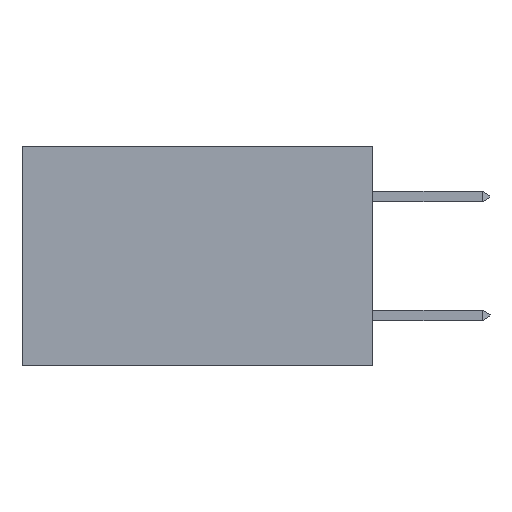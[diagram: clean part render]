
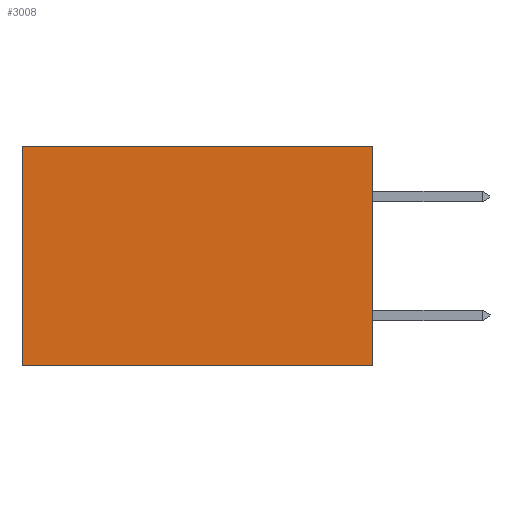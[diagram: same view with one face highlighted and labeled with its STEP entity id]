
A CAD part, left-side view. The second image highlights one B-rep face of the part: STEP entity #3008.
In plain terms, the highlighted planar face has unit normal (-1, 0, 0).
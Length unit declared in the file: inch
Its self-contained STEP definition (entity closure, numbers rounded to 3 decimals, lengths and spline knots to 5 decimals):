
#167 = CARTESIAN_POINT ( 'NONE',  ( 0.277, 0., -0.37 ) ) ;
#579 = LINE ( 'NONE', #8114, #8751 ) ;
#631 = DIRECTION ( 'NONE',  ( 0., 1., 0. ) ) ;
#1833 = CARTESIAN_POINT ( 'NONE',  ( 0.277, 0.59, -0.37 ) ) ;
#1860 = LINE ( 'NONE', #9221, #10099 ) ;
#2791 = AXIS2_PLACEMENT_3D ( 'NONE', #10171, #17990, #14397 ) ;
#2978 = DIRECTION ( 'NONE',  ( 0., 0., -1. ) ) ;
#3008 = ADVANCED_FACE ( 'NONE', ( #4966 ), #12319, .F. ) ;
#3166 = EDGE_CURVE ( 'NONE', #20811, #17307, #1860, .T. ) ;
#3543 = ORIENTED_EDGE ( 'NONE', *, *, #3166, .F. ) ;
#4000 = CARTESIAN_POINT ( 'NONE',  ( 0.277, 0.59, -0.37 ) ) ;
#4074 = DIRECTION ( 'NONE',  ( 0., 0., -1. ) ) ;
#4908 = EDGE_CURVE ( 'NONE', #17307, #17413, #13383, .T. ) ;
#4966 = FACE_OUTER_BOUND ( 'NONE', #16184, .T. ) ;
#5745 = EDGE_CURVE ( 'NONE', #16781, #17413, #18211, .T. ) ;
#7695 = ORIENTED_EDGE ( 'NONE', *, *, #5745, .T. ) ;
#8114 = CARTESIAN_POINT ( 'NONE',  ( 0.277, 0., 0. ) ) ;
#8751 = VECTOR ( 'NONE', #16402, 39.37008 ) ;
#9014 = VECTOR ( 'NONE', #631, 39.37008 ) ;
#9221 = CARTESIAN_POINT ( 'NONE',  ( 0.277, 0., -0.37 ) ) ;
#9501 = VECTOR ( 'NONE', #2978, 39.37008 ) ;
#9841 = CARTESIAN_POINT ( 'NONE',  ( 0.277, 0., 0. ) ) ;
#10099 = VECTOR ( 'NONE', #4074, 39.37008 ) ;
#10171 = CARTESIAN_POINT ( 'NONE',  ( 0.277, 0., -0.37 ) ) ;
#12223 = ORIENTED_EDGE ( 'NONE', *, *, #4908, .F. ) ;
#12319 = PLANE ( 'NONE',  #2791 ) ;
#13383 = LINE ( 'NONE', #167, #9014 ) ;
#13869 = ORIENTED_EDGE ( 'NONE', *, *, #14019, .T. ) ;
#14019 = EDGE_CURVE ( 'NONE', #20811, #16781, #579, .T. ) ;
#14397 = DIRECTION ( 'NONE',  ( 0., 0., -1. ) ) ;
#15082 = CARTESIAN_POINT ( 'NONE',  ( 0.277, 0.59, 0. ) ) ;
#16184 = EDGE_LOOP ( 'NONE', ( #7695, #12223, #3543, #13869 ) ) ;
#16373 = CARTESIAN_POINT ( 'NONE',  ( 0.277, 0., -0.37 ) ) ;
#16402 = DIRECTION ( 'NONE',  ( 0., 1., 0. ) ) ;
#16781 = VERTEX_POINT ( 'NONE', #15082 ) ;
#17307 = VERTEX_POINT ( 'NONE', #16373 ) ;
#17413 = VERTEX_POINT ( 'NONE', #1833 ) ;
#17990 = DIRECTION ( 'NONE',  ( 1., 0., 0. ) ) ;
#18211 = LINE ( 'NONE', #4000, #9501 ) ;
#20811 = VERTEX_POINT ( 'NONE', #9841 ) ;
